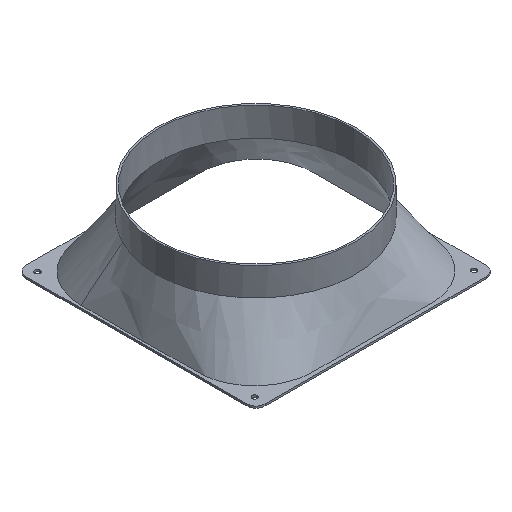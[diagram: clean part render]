
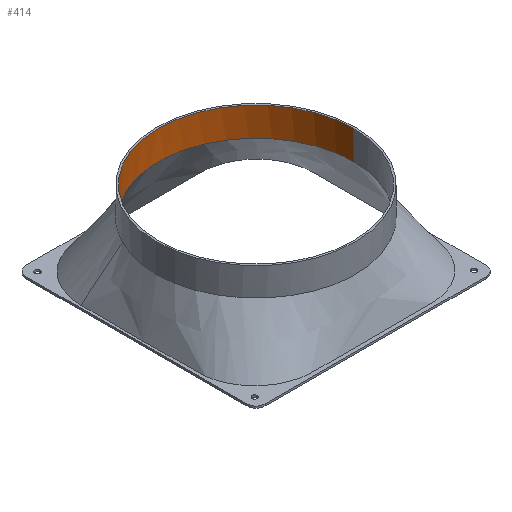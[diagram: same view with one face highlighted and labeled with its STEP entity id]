
A CAD part, isometric view. The second image highlights one B-rep face of the part: STEP entity #414.
In plain terms, the highlighted cylindrical face has radius 101.6 mm (diameter 203.2 mm), a partial arc.
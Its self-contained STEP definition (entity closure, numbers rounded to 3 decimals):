
#117 = DIRECTION ( 'NONE',  ( 0., 0., 1. ) ) ;
#203 = CARTESIAN_POINT ( 'NONE',  ( 23.084, 0., 80. ) ) ;
#268 = DIRECTION ( 'NONE',  ( 0., 0., 1. ) ) ;
#340 = ORIENTED_EDGE ( 'NONE', *, *, #2113, .T. ) ;
#384 = DIRECTION ( 'NONE',  ( 0., 0., 1. ) ) ;
#414 = ADVANCED_FACE ( 'NONE', ( #1130 ), #2465, .F. ) ;
#481 = DIRECTION ( 'NONE',  ( -1., 0., 0. ) ) ;
#488 = CARTESIAN_POINT ( 'NONE',  ( -78.516, 0., 50. ) ) ;
#517 = AXIS2_PLACEMENT_3D ( 'NONE', #3432, #117, #3782 ) ;
#543 = DIRECTION ( 'NONE',  ( 1., 0., 0. ) ) ;
#586 = VERTEX_POINT ( 'NONE', #2138 ) ;
#618 = ORIENTED_EDGE ( 'NONE', *, *, #4141, .F. ) ;
#745 = AXIS2_PLACEMENT_3D ( 'NONE', #2523, #4155, #481 ) ;
#964 = VERTEX_POINT ( 'NONE', #488 ) ;
#983 = CARTESIAN_POINT ( 'NONE',  ( 23.084, 0., 50. ) ) ;
#1130 = FACE_OUTER_BOUND ( 'NONE', #3527, .T. ) ;
#1142 = AXIS2_PLACEMENT_3D ( 'NONE', #983, #384, #3690 ) ;
#1158 = CARTESIAN_POINT ( 'NONE',  ( -78.516, 0., 80. ) ) ;
#1215 = LINE ( 'NONE', #2130, #1717 ) ;
#1560 = AXIS2_PLACEMENT_3D ( 'NONE', #203, #268, #543 ) ;
#1713 = VECTOR ( 'NONE', #3152, 1000. ) ;
#1717 = VECTOR ( 'NONE', #2536, 1000. ) ;
#1841 = CARTESIAN_POINT ( 'NONE',  ( 124.684, 0., 50. ) ) ;
#2113 = EDGE_CURVE ( 'NONE', #586, #4247, #3628, .T. ) ;
#2130 = CARTESIAN_POINT ( 'NONE',  ( 124.684, 0., 80. ) ) ;
#2138 = CARTESIAN_POINT ( 'NONE',  ( 124.684, 0., 80. ) ) ;
#2210 = EDGE_CURVE ( 'NONE', #3963, #3271, #4044, .T. ) ;
#2465 = CYLINDRICAL_SURFACE ( 'NONE', #745, 101.6 ) ;
#2523 = CARTESIAN_POINT ( 'NONE',  ( 23.084, 0., 80. ) ) ;
#2534 = ORIENTED_EDGE ( 'NONE', *, *, #3097, .F. ) ;
#2536 = DIRECTION ( 'NONE',  ( 0., 0., -1. ) ) ;
#2805 = LINE ( 'NONE', #1158, #1713 ) ;
#3036 = ORIENTED_EDGE ( 'NONE', *, *, #2210, .F. ) ;
#3097 = EDGE_CURVE ( 'NONE', #3271, #964, #3843, .T. ) ;
#3152 = DIRECTION ( 'NONE',  ( 0., 0., -1. ) ) ;
#3182 = EDGE_CURVE ( 'NONE', #4247, #964, #2805, .T. ) ;
#3271 = VERTEX_POINT ( 'NONE', #4321 ) ;
#3326 = ORIENTED_EDGE ( 'NONE', *, *, #3182, .T. ) ;
#3432 = CARTESIAN_POINT ( 'NONE',  ( 23.084, 0., 50. ) ) ;
#3527 = EDGE_LOOP ( 'NONE', ( #618, #340, #3326, #2534, #3036 ) ) ;
#3628 = CIRCLE ( 'NONE', #1560, 101.6 ) ;
#3690 = DIRECTION ( 'NONE',  ( 1., 0., 0. ) ) ;
#3782 = DIRECTION ( 'NONE',  ( 1., 0., 0. ) ) ;
#3843 = CIRCLE ( 'NONE', #517, 101.6 ) ;
#3944 = CARTESIAN_POINT ( 'NONE',  ( -78.516, 0., 80. ) ) ;
#3963 = VERTEX_POINT ( 'NONE', #1841 ) ;
#4044 = CIRCLE ( 'NONE', #1142, 101.6 ) ;
#4141 = EDGE_CURVE ( 'NONE', #586, #3963, #1215, .T. ) ;
#4155 = DIRECTION ( 'NONE',  ( 0., 0., -1. ) ) ;
#4247 = VERTEX_POINT ( 'NONE', #3944 ) ;
#4321 = CARTESIAN_POINT ( 'NONE',  ( -67.714, 45.587, 50. ) ) ;
